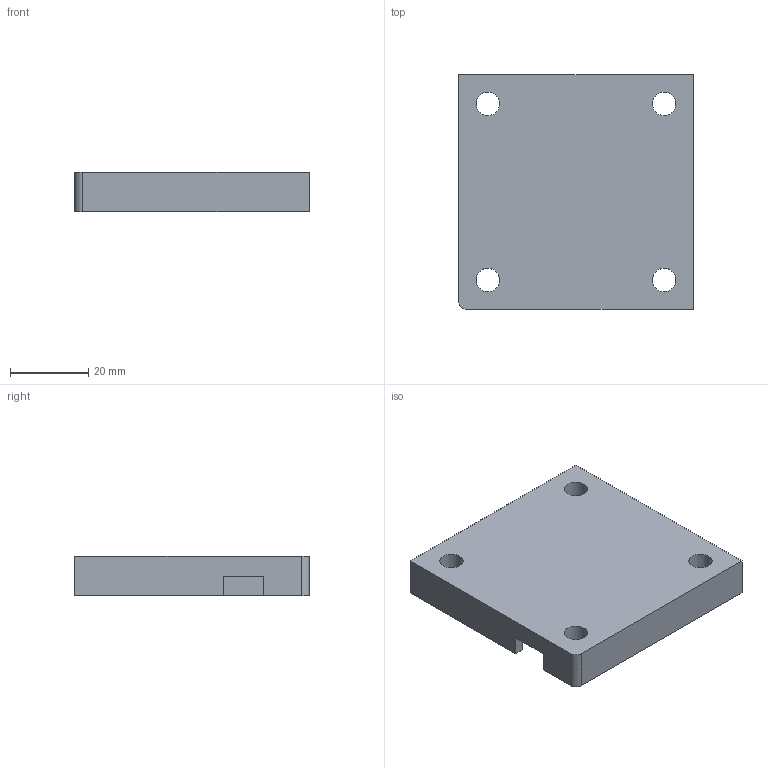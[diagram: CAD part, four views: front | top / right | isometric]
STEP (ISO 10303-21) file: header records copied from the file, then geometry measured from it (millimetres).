
FILE_DESCRIPTION(('FreeCAD Model'),'2;1');
FILE_NAME('Open CASCADE Shape Model','2023-10-22T15:14:58',('Author'),( ''),'Open CASCADE STEP processor 7.6','FreeCAD','Unknown');
FILE_SCHEMA(('AUTOMOTIVE_DESIGN { 1 0 10303 214 1 1 1 1 }'));
Length unit declared in the file: millimetre
Products named in the file (1): Body001
Bounding box: 60 x 60 x 10 mm (x, y, z)
Volume: 20413.4 mm3; surface area: 10740.3 mm2
Topology: 1 solids, 1 shells, 25 faces, 67 edges, 44 vertices
Faces by surface type: plane 16, cylinder 9
Full cylindrical faces by diameter (mm): 6 x4
Entity records: 821 total; most frequent: CARTESIAN_POINT 137, DIRECTION 137, ORIENTED_EDGE 134, EDGE_CURVE 67, LINE 49, VECTOR 49, AXIS2_PLACEMENT_3D 44, VERTEX_POINT 44
